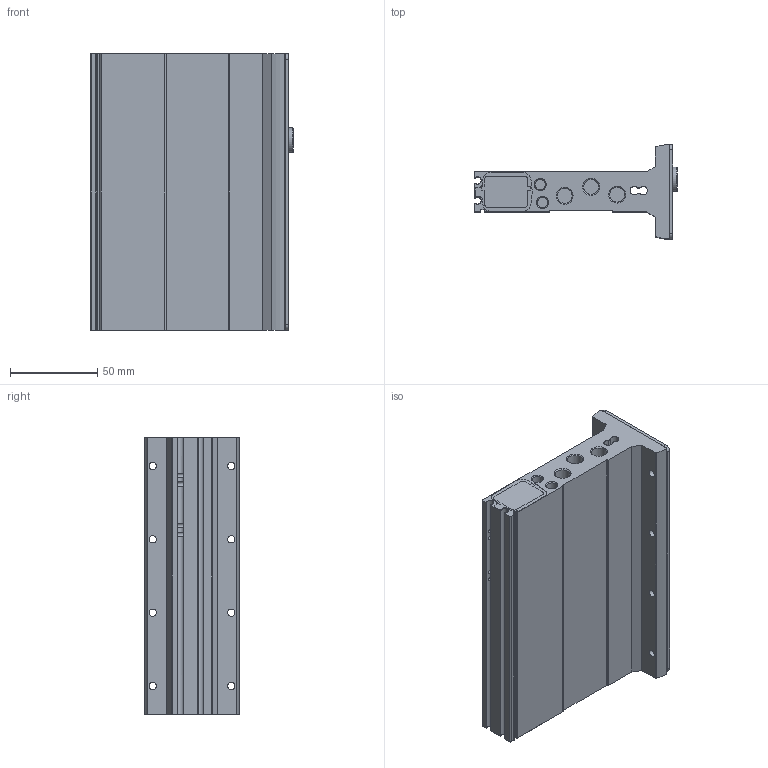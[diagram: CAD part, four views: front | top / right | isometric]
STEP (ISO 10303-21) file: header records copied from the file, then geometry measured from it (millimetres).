
FILE_DESCRIPTION(/* description */ ('STEP AP214'),/* implementation_level */ '2;1');
FILE_NAME(/* name */ '8058336_VABM-L1-10HWS1-G18-8-GR',/* time_stamp */ '2024-09-16T01:17:18+02:00',/* author */ ('License CC BY-ND 4.0'),/* organization */ ('CADENAS'),/* preprocessor_version */ 'ST-DEVELOPER v19.3',/* originating_system */ 'PARTsolutions',/* authorisation */ ' ');
FILE_SCHEMA (('AUTOMOTIVE_DESIGN {1 0 10303 214 3 1 1}'));
Length unit declared in the file: millimetre
Products named in the file (5): 8058336 VABM-L1-10HWS1-G18-8-GR; 8058336 VABM-L1-10HWS1-G18-8-GR---(L1-P); 4243313 VABD-L1-10VT-S1-8---(D); 3588830 VABM-L1-S---(VS); 3568 B-1/8
Assembly tree (4 placements, depth 2):
  8058336 VABM-L1-10HWS1-G18-8-GR
    8058336 VABM-L1-10HWS1-G18-8-GR---(L1-P)
    4243313 VABD-L1-10VT-S1-8---(D)
    3588830 VABM-L1-S---(VS)
    3568 B-1/8
Bounding box: 116.1 x 54 x 158.6 mm (x, y, z)
Volume: 347653.3 mm3; surface area: 103672.5 mm2
Topology: 4 solids, 4 shells, 721 faces, 1679 edges, 1081 vertices
Faces by surface type: plane 298, cylinder 285, cone 119, torus 19
Full cylindrical faces by diameter (mm): 1.022 x1, 1.314 x1, 1.567 x16, 1.6 x8, 1.8 x8, 2.459 x4, 2.6 x3, 2.7 x16, 3 x1, 3.242 x1, 4 x65, 4.134 x9, 4.3 x4, 5.5 x8, 5.6 x2, 5.85 x1, 5.917 x20, 6 x1, 6.1 x2, 6.4 x1, 7 x1, 8 x17, 8.566 x9, 9.728 x1, 11.445 x1, 12.6 x1, 14 x2
Entity records: 19150 total; most frequent: DIRECTION 3360, CARTESIAN_POINT 3277, ORIENTED_EDGE 2522, AXIS2_PLACEMENT_3D 1407, FACE_BOUND 1320, EDGE_LOOP 1298, EDGE_CURVE 1261, VERTEX_POINT 1031
